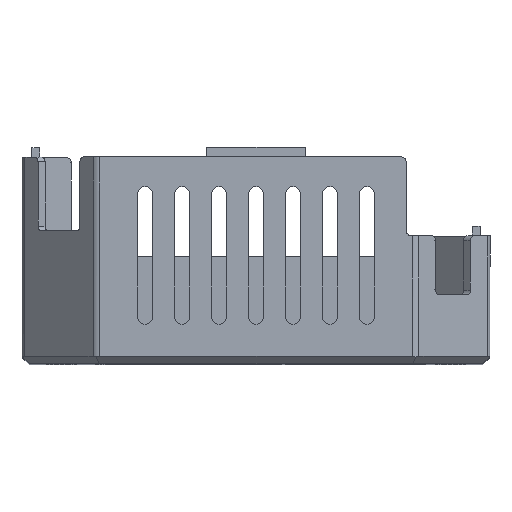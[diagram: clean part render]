
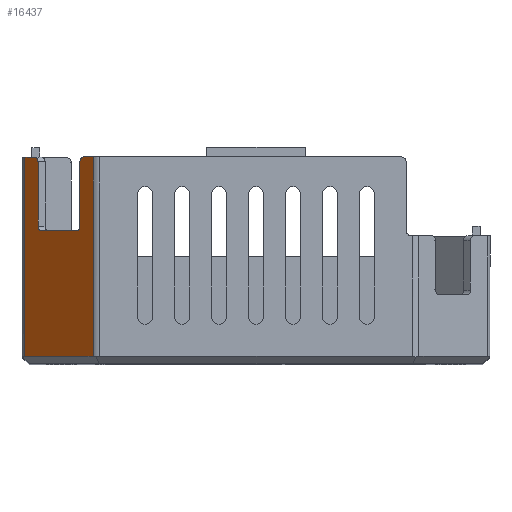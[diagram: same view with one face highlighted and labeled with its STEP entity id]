
A CAD part, top view. The second image highlights one B-rep face of the part: STEP entity #16437.
In plain terms, the highlighted planar face has unit normal (-0.707, 0, 0.707).
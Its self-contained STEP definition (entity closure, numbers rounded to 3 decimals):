
#140 = CARTESIAN_POINT ( 'NONE',  ( 11.036, 28., -3.964 ) ) ;
#401 = ORIENTED_EDGE ( 'NONE', *, *, #5218, .F. ) ;
#417 = CARTESIAN_POINT ( 'NONE',  ( 3.257, 57., -11.743 ) ) ;
#537 = AXIS2_PLACEMENT_3D ( 'NONE', #19388, #9431, #21106 ) ;
#678 = CARTESIAN_POINT ( 'NONE',  ( 11.743, 41., -3.257 ) ) ;
#1588 = ORIENTED_EDGE ( 'NONE', *, *, #18870, .T. ) ;
#1663 = CARTESIAN_POINT ( 'NONE',  ( 3.257, 27., -11.743 ) ) ;
#1735 = DIRECTION ( 'NONE',  ( 0.707, 0., 0.707 ) ) ;
#1776 = DIRECTION ( 'NONE',  ( -0.707, 0., -0.707 ) ) ;
#1879 = CARTESIAN_POINT ( 'NONE',  ( 11.036, 27., -3.964 ) ) ;
#2063 = DIRECTION ( 'NONE',  ( 0., -1., 0. ) ) ;
#2886 = ORIENTED_EDGE ( 'NONE', *, *, #15130, .T. ) ;
#3288 = EDGE_CURVE ( 'NONE', #10873, #17457, #11812, .T. ) ;
#3373 = ORIENTED_EDGE ( 'NONE', *, *, #21389, .T. ) ;
#3375 = LINE ( 'NONE', #15093, #7865 ) ;
#3767 = CARTESIAN_POINT ( 'NONE',  ( 2.55, 41., -12.45 ) ) ;
#3981 = FACE_OUTER_BOUND ( 'NONE', #20777, .T. ) ;
#4073 = LINE ( 'NONE', #5990, #12992 ) ;
#4133 = CARTESIAN_POINT ( 'NONE',  ( 15., 1.5, 0. ) ) ;
#4296 = VERTEX_POINT ( 'NONE', #20570 ) ;
#4298 = LINE ( 'NONE', #417, #8805 ) ;
#4474 = VECTOR ( 'NONE', #5829, 1000. ) ;
#4656 = DIRECTION ( 'NONE',  ( 0.707, 0., -0.707 ) ) ;
#4714 = CARTESIAN_POINT ( 'NONE',  ( 14.414, 42., -0.586 ) ) ;
#5138 = CARTESIAN_POINT ( 'NONE',  ( 0., 42., -15. ) ) ;
#5218 = EDGE_CURVE ( 'NONE', #6581, #17457, #18799, .T. ) ;
#5270 = CIRCLE ( 'NONE', #15727, 1. ) ;
#5454 = VECTOR ( 'NONE', #10445, 1000. ) ;
#5829 = DIRECTION ( 'NONE',  ( 0.707, 0., 0.707 ) ) ;
#5980 = DIRECTION ( 'NONE',  ( 0., -1., 0. ) ) ;
#5990 = CARTESIAN_POINT ( 'NONE',  ( 0.586, 1.5, -14.414 ) ) ;
#6305 = EDGE_CURVE ( 'NONE', #4296, #17839, #15099, .T. ) ;
#6581 = VERTEX_POINT ( 'NONE', #14258 ) ;
#6732 = EDGE_CURVE ( 'NONE', #4296, #13947, #5270, .T. ) ;
#6840 = DIRECTION ( 'NONE',  ( 0.707, 0., 0.707 ) ) ;
#6849 = CARTESIAN_POINT ( 'NONE',  ( 14.414, 42., -0.586 ) ) ;
#7708 = DIRECTION ( 'NONE',  ( 0., -1., 0. ) ) ;
#7865 = VECTOR ( 'NONE', #8463, 1000. ) ;
#8463 = DIRECTION ( 'NONE',  ( 0., -1., 0. ) ) ;
#8805 = VECTOR ( 'NONE', #2063, 1000. ) ;
#9350 = ORIENTED_EDGE ( 'NONE', *, *, #18897, .F. ) ;
#9431 = DIRECTION ( 'NONE',  ( -0.707, 0., 0.707 ) ) ;
#9513 = VERTEX_POINT ( 'NONE', #6849 ) ;
#9705 = AXIS2_PLACEMENT_3D ( 'NONE', #17408, #15992, #5980 ) ;
#10445 = DIRECTION ( 'NONE',  ( 0.707, 0., 0.707 ) ) ;
#10873 = VERTEX_POINT ( 'NONE', #11462 ) ;
#11181 = CARTESIAN_POINT ( 'NONE',  ( 14.414, 1.5, -0.586 ) ) ;
#11411 = VERTEX_POINT ( 'NONE', #12909 ) ;
#11454 = DIRECTION ( 'NONE',  ( 0., 1., 0. ) ) ;
#11462 = CARTESIAN_POINT ( 'NONE',  ( 3.257, 41., -11.743 ) ) ;
#11812 = CIRCLE ( 'NONE', #20461, 1. ) ;
#11823 = DIRECTION ( 'NONE',  ( 0.707, 0., -0.707 ) ) ;
#12170 = CARTESIAN_POINT ( 'NONE',  ( 11.743, 28., -3.257 ) ) ;
#12335 = ORIENTED_EDGE ( 'NONE', *, *, #14453, .T. ) ;
#12665 = PLANE ( 'NONE',  #9705 ) ;
#12909 = CARTESIAN_POINT ( 'NONE',  ( 0.586, 1.5, -14.414 ) ) ;
#12992 = VECTOR ( 'NONE', #7708, 1000. ) ;
#13524 = VECTOR ( 'NONE', #1735, 1000. ) ;
#13947 = VERTEX_POINT ( 'NONE', #13965 ) ;
#13965 = CARTESIAN_POINT ( 'NONE',  ( 3.257, 28., -11.743 ) ) ;
#14025 = VERTEX_POINT ( 'NONE', #20927 ) ;
#14258 = CARTESIAN_POINT ( 'NONE',  ( 0.586, 42., -14.414 ) ) ;
#14354 = CARTESIAN_POINT ( 'NONE',  ( 2.55, 42., -12.45 ) ) ;
#14453 = EDGE_CURVE ( 'NONE', #11411, #14593, #17591, .T. ) ;
#14593 = VERTEX_POINT ( 'NONE', #11181 ) ;
#14694 = CARTESIAN_POINT ( 'NONE',  ( 3.964, 28., -11.036 ) ) ;
#14812 = EDGE_CURVE ( 'NONE', #15725, #17839, #18414, .T. ) ;
#15093 = CARTESIAN_POINT ( 'NONE',  ( 11.743, 57., -3.257 ) ) ;
#15099 = LINE ( 'NONE', #1663, #13524 ) ;
#15130 = EDGE_CURVE ( 'NONE', #14025, #21289, #16588, .T. ) ;
#15144 = ORIENTED_EDGE ( 'NONE', *, *, #6305, .F. ) ;
#15169 = ORIENTED_EDGE ( 'NONE', *, *, #14812, .T. ) ;
#15725 = VERTEX_POINT ( 'NONE', #12170 ) ;
#15727 = AXIS2_PLACEMENT_3D ( 'NONE', #14694, #4656, #16361 ) ;
#15920 = AXIS2_PLACEMENT_3D ( 'NONE', #140, #11823, #1776 ) ;
#15992 = DIRECTION ( 'NONE',  ( 0.707, 0., -0.707 ) ) ;
#16032 = ORIENTED_EDGE ( 'NONE', *, *, #20776, .F. ) ;
#16153 = ORIENTED_EDGE ( 'NONE', *, *, #20555, .T. ) ;
#16361 = DIRECTION ( 'NONE',  ( -0.707, 0., -0.707 ) ) ;
#16437 = ADVANCED_FACE ( 'NONE', ( #3981 ), #12665, .F. ) ;
#16588 = CIRCLE ( 'NONE', #537, 1. ) ;
#16735 = LINE ( 'NONE', #5138, #21448 ) ;
#17055 = ORIENTED_EDGE ( 'NONE', *, *, #3288, .T. ) ;
#17397 = VECTOR ( 'NONE', #11454, 1000. ) ;
#17408 = CARTESIAN_POINT ( 'NONE',  ( 15., 2., 0. ) ) ;
#17457 = VERTEX_POINT ( 'NONE', #14354 ) ;
#17591 = LINE ( 'NONE', #4133, #4474 ) ;
#17839 = VERTEX_POINT ( 'NONE', #1879 ) ;
#18414 = CIRCLE ( 'NONE', #15920, 1. ) ;
#18698 = LINE ( 'NONE', #4714, #17397 ) ;
#18799 = LINE ( 'NONE', #20471, #5454 ) ;
#18870 = EDGE_CURVE ( 'NONE', #21289, #15725, #3375, .T. ) ;
#18897 = EDGE_CURVE ( 'NONE', #14025, #9513, #16735, .T. ) ;
#18975 = DIRECTION ( 'NONE',  ( -0.707, 0., -0.707 ) ) ;
#19174 = ORIENTED_EDGE ( 'NONE', *, *, #6732, .T. ) ;
#19388 = CARTESIAN_POINT ( 'NONE',  ( 12.45, 41., -2.55 ) ) ;
#20461 = AXIS2_PLACEMENT_3D ( 'NONE', #3767, #20744, #18975 ) ;
#20471 = CARTESIAN_POINT ( 'NONE',  ( 0., 42., -15. ) ) ;
#20555 = EDGE_CURVE ( 'NONE', #14593, #9513, #18698, .T. ) ;
#20570 = CARTESIAN_POINT ( 'NONE',  ( 3.964, 27., -11.036 ) ) ;
#20744 = DIRECTION ( 'NONE',  ( -0.707, 0., 0.707 ) ) ;
#20776 = EDGE_CURVE ( 'NONE', #10873, #13947, #4298, .T. ) ;
#20777 = EDGE_LOOP ( 'NONE', ( #9350, #2886, #1588, #15169, #15144, #19174, #16032, #17055, #401, #3373, #12335, #16153 ) ) ;
#20927 = CARTESIAN_POINT ( 'NONE',  ( 12.45, 42., -2.55 ) ) ;
#21106 = DIRECTION ( 'NONE',  ( -0.707, 0., -0.707 ) ) ;
#21289 = VERTEX_POINT ( 'NONE', #678 ) ;
#21389 = EDGE_CURVE ( 'NONE', #6581, #11411, #4073, .T. ) ;
#21448 = VECTOR ( 'NONE', #6840, 1000. ) ;
